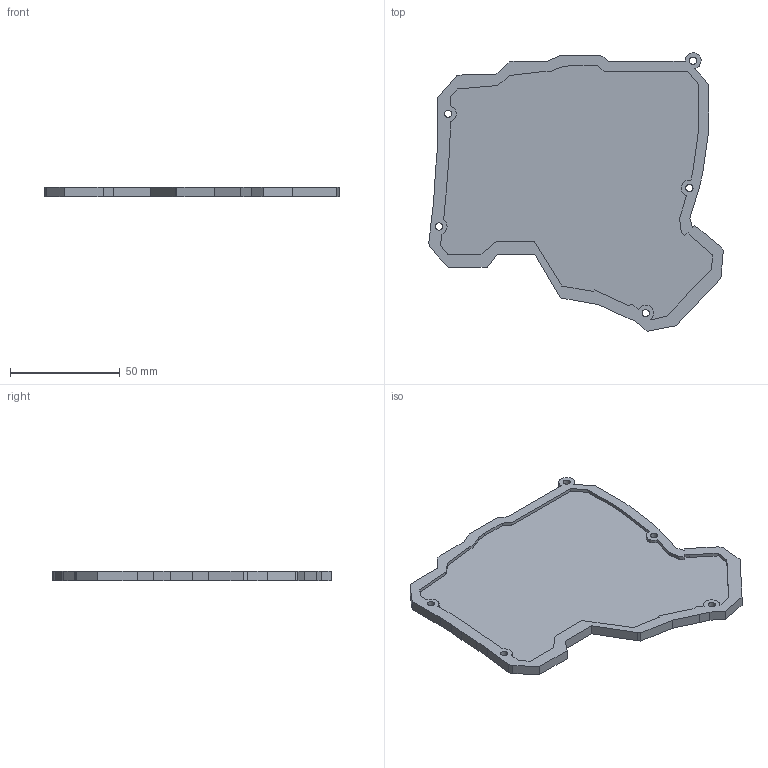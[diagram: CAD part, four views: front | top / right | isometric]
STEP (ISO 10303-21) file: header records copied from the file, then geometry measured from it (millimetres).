
FILE_DESCRIPTION(('Open CASCADE Model'),'2;1');
FILE_NAME('Open CASCADE Shape Model','2024-05-07T20:14:58',('Author'),( 'Open CASCADE'),'Open CASCADE STEP processor 7.7','Open CASCADE 7.7' ,'Unknown');
FILE_SCHEMA(('AUTOMOTIVE_DESIGN { 1 0 10303 214 1 1 1 1 }'));
Length unit declared in the file: millimetre
Products named in the file (1): Open CASCADE STEP translator 7.7 4
Bounding box: 134.06 x 126.67 x 4.5 mm (x, y, z)
Volume: 41318.1 mm3; surface area: 28511.8 mm2
Topology: 1 solids, 1 shells, 114 faces, 318 edges, 212 vertices
Faces by surface type: plane 99, cylinder 15
Full cylindrical faces by diameter (mm): 3.3 x5, 6 x5
Entity records: 7851 total; most frequent: CARTESIAN_POINT 1431, DIRECTION 1189, LINE 894, VECTOR 894, ORIENTED_EDGE 636, PCURVE 636, DEFINITIONAL_REPRESENTATION 636, EDGE_CURVE 318
